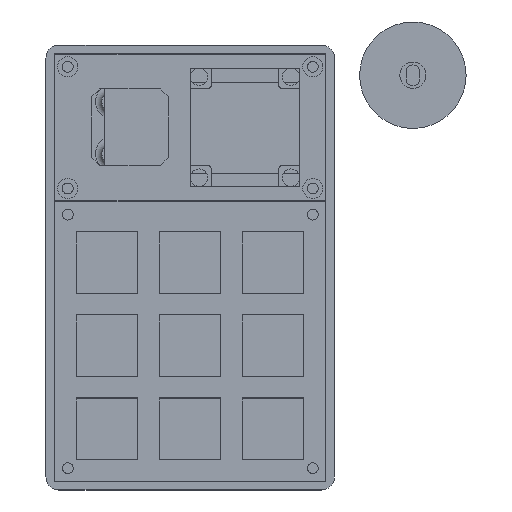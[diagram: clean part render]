
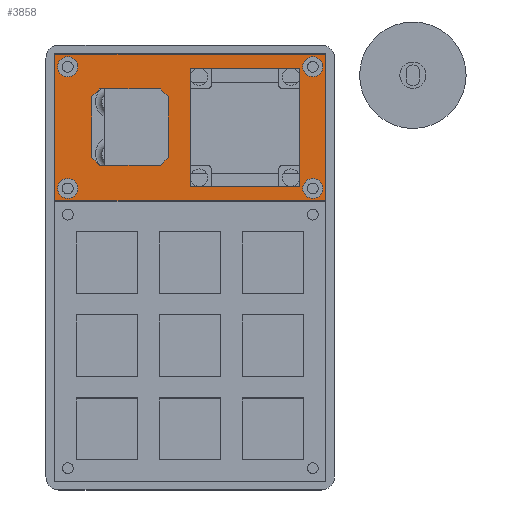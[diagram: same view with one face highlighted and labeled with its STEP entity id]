
A CAD part, top view. The second image highlights one B-rep face of the part: STEP entity #3858.
In plain terms, the highlighted planar face has unit normal (0, 0, 1).
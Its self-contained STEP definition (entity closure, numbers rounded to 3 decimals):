
#101=FACE_BOUND('',#710,.T.);
#102=FACE_BOUND('',#711,.T.);
#103=FACE_BOUND('',#712,.T.);
#104=FACE_BOUND('',#713,.T.);
#105=FACE_BOUND('',#714,.T.);
#106=FACE_BOUND('',#715,.T.);
#247=PLANE('',#4236);
#450=FACE_OUTER_BOUND('',#709,.T.);
#709=EDGE_LOOP('',(#3411,#3412,#3413,#3414));
#710=EDGE_LOOP('',(#3415));
#711=EDGE_LOOP('',(#3416));
#712=EDGE_LOOP('',(#3417));
#713=EDGE_LOOP('',(#3418));
#714=EDGE_LOOP('',(#3419,#3420,#3421,#3422,#3423,#3424,#3425,#3426));
#715=EDGE_LOOP('',(#3427,#3428,#3429,#3430,#3431));
#1078=LINE('',#6302,#1477);
#1099=LINE('',#6352,#1498);
#1100=LINE('',#6354,#1499);
#1101=LINE('',#6356,#1500);
#1102=LINE('',#6357,#1501);
#1103=LINE('',#6360,#1502);
#1104=LINE('',#6362,#1503);
#1105=LINE('',#6364,#1504);
#1106=LINE('',#6366,#1505);
#1107=LINE('',#6368,#1506);
#1108=LINE('',#6370,#1507);
#1109=LINE('',#6372,#1508);
#1110=LINE('',#6373,#1509);
#1111=LINE('',#6375,#1510);
#1112=LINE('',#6377,#1511);
#1113=LINE('',#6379,#1512);
#1114=LINE('',#6380,#1513);
#1477=VECTOR('',#5160,10.);
#1498=VECTOR('',#5209,10.);
#1499=VECTOR('',#5210,10.);
#1500=VECTOR('',#5211,10.);
#1501=VECTOR('',#5212,10.);
#1502=VECTOR('',#5213,10.);
#1503=VECTOR('',#5214,10.);
#1504=VECTOR('',#5215,10.);
#1505=VECTOR('',#5216,10.);
#1506=VECTOR('',#5217,10.);
#1507=VECTOR('',#5218,10.);
#1508=VECTOR('',#5219,10.);
#1509=VECTOR('',#5220,10.);
#1510=VECTOR('',#5221,10.);
#1511=VECTOR('',#5222,10.);
#1512=VECTOR('',#5223,10.);
#1513=VECTOR('',#5224,10.);
#1635=CIRCLE('',#4157,2.3);
#1638=CIRCLE('',#4162,2.3);
#1641=CIRCLE('',#4167,2.3);
#1644=CIRCLE('',#4172,2.3);
#1923=VERTEX_POINT('',#6144);
#1926=VERTEX_POINT('',#6153);
#1929=VERTEX_POINT('',#6162);
#1932=VERTEX_POINT('',#6171);
#1977=VERTEX_POINT('',#6300);
#1978=VERTEX_POINT('',#6301);
#1992=VERTEX_POINT('',#6350);
#1993=VERTEX_POINT('',#6351);
#1994=VERTEX_POINT('',#6353);
#1995=VERTEX_POINT('',#6355);
#1996=VERTEX_POINT('',#6358);
#1997=VERTEX_POINT('',#6359);
#1998=VERTEX_POINT('',#6361);
#1999=VERTEX_POINT('',#6363);
#2000=VERTEX_POINT('',#6365);
#2001=VERTEX_POINT('',#6367);
#2002=VERTEX_POINT('',#6369);
#2003=VERTEX_POINT('',#6371);
#2004=VERTEX_POINT('',#6374);
#2005=VERTEX_POINT('',#6376);
#2006=VERTEX_POINT('',#6378);
#2388=EDGE_CURVE('',#1923,#1923,#1635,.T.);
#2392=EDGE_CURVE('',#1926,#1926,#1638,.T.);
#2396=EDGE_CURVE('',#1929,#1929,#1641,.T.);
#2400=EDGE_CURVE('',#1932,#1932,#1644,.T.);
#2462=EDGE_CURVE('',#1977,#1978,#1078,.T.);
#2487=EDGE_CURVE('',#1992,#1993,#1099,.T.);
#2488=EDGE_CURVE('',#1993,#1994,#1100,.T.);
#2489=EDGE_CURVE('',#1994,#1995,#1101,.T.);
#2490=EDGE_CURVE('',#1995,#1992,#1102,.T.);
#2491=EDGE_CURVE('',#1996,#1997,#1103,.T.);
#2492=EDGE_CURVE('',#1998,#1997,#1104,.T.);
#2493=EDGE_CURVE('',#1998,#1999,#1105,.T.);
#2494=EDGE_CURVE('',#2000,#1999,#1106,.T.);
#2495=EDGE_CURVE('',#2000,#2001,#1107,.T.);
#2496=EDGE_CURVE('',#2002,#2001,#1108,.T.);
#2497=EDGE_CURVE('',#2002,#2003,#1109,.T.);
#2498=EDGE_CURVE('',#1996,#2003,#1110,.T.);
#2499=EDGE_CURVE('',#2004,#1977,#1111,.T.);
#2500=EDGE_CURVE('',#1978,#2005,#1112,.T.);
#2501=EDGE_CURVE('',#2005,#2006,#1113,.T.);
#2502=EDGE_CURVE('',#2006,#2004,#1114,.T.);
#3411=ORIENTED_EDGE('',*,*,#2487,.T.);
#3412=ORIENTED_EDGE('',*,*,#2488,.T.);
#3413=ORIENTED_EDGE('',*,*,#2489,.T.);
#3414=ORIENTED_EDGE('',*,*,#2490,.T.);
#3415=ORIENTED_EDGE('',*,*,#2388,.T.);
#3416=ORIENTED_EDGE('',*,*,#2392,.T.);
#3417=ORIENTED_EDGE('',*,*,#2396,.T.);
#3418=ORIENTED_EDGE('',*,*,#2400,.T.);
#3419=ORIENTED_EDGE('',*,*,#2491,.T.);
#3420=ORIENTED_EDGE('',*,*,#2492,.F.);
#3421=ORIENTED_EDGE('',*,*,#2493,.T.);
#3422=ORIENTED_EDGE('',*,*,#2494,.F.);
#3423=ORIENTED_EDGE('',*,*,#2495,.T.);
#3424=ORIENTED_EDGE('',*,*,#2496,.F.);
#3425=ORIENTED_EDGE('',*,*,#2497,.T.);
#3426=ORIENTED_EDGE('',*,*,#2498,.F.);
#3427=ORIENTED_EDGE('',*,*,#2499,.T.);
#3428=ORIENTED_EDGE('',*,*,#2462,.T.);
#3429=ORIENTED_EDGE('',*,*,#2500,.T.);
#3430=ORIENTED_EDGE('',*,*,#2501,.T.);
#3431=ORIENTED_EDGE('',*,*,#2502,.T.);
#3858=ADVANCED_FACE('',(#450,#101,#102,#103,#104,#105,#106),#247,.T.);
#4157=AXIS2_PLACEMENT_3D('',#6145,#4992,#4993);
#4162=AXIS2_PLACEMENT_3D('',#6154,#5003,#5004);
#4167=AXIS2_PLACEMENT_3D('',#6163,#5014,#5015);
#4172=AXIS2_PLACEMENT_3D('',#6172,#5025,#5026);
#4236=AXIS2_PLACEMENT_3D('',#6349,#5207,#5208);
#4992=DIRECTION('center_axis',(0.,0.,-1.));
#4993=DIRECTION('ref_axis',(-1.,0.,0.));
#5003=DIRECTION('center_axis',(0.,0.,-1.));
#5004=DIRECTION('ref_axis',(-1.,0.,0.));
#5014=DIRECTION('center_axis',(0.,0.,-1.));
#5015=DIRECTION('ref_axis',(-1.,0.,0.));
#5025=DIRECTION('center_axis',(0.,0.,-1.));
#5026=DIRECTION('ref_axis',(-1.,0.,0.));
#5160=DIRECTION('',(0.,-1.,0.));
#5207=DIRECTION('center_axis',(0.,0.,1.));
#5208=DIRECTION('ref_axis',(1.,0.,0.));
#5209=DIRECTION('',(0.,-1.,0.));
#5210=DIRECTION('',(1.,0.,0.));
#5211=DIRECTION('',(0.,1.,0.));
#5212=DIRECTION('',(-1.,0.,0.));
#5213=DIRECTION('',(-1.,0.,0.));
#5214=DIRECTION('',(0.707,-0.707,0.));
#5215=DIRECTION('',(0.,1.,0.));
#5216=DIRECTION('',(-0.707,-0.707,0.));
#5217=DIRECTION('',(1.,0.,0.));
#5218=DIRECTION('',(-0.707,0.707,0.));
#5219=DIRECTION('',(0.,-1.,0.));
#5220=DIRECTION('',(0.707,0.707,0.));
#5221=DIRECTION('',(1.,0.,0.));
#5222=DIRECTION('',(0.,-1.,0.));
#5223=DIRECTION('',(-1.,0.,0.));
#5224=DIRECTION('',(0.,1.,0.));
#6144=CARTESIAN_POINT('',(30.5,64.15,15.5));
#6145=CARTESIAN_POINT('Origin',(28.2,64.15,15.5));
#6153=CARTESIAN_POINT('',(30.5,36.15,15.5));
#6154=CARTESIAN_POINT('Origin',(28.2,36.15,15.5));
#6162=CARTESIAN_POINT('',(-25.9,64.15,15.5));
#6163=CARTESIAN_POINT('Origin',(-28.2,64.15,15.5));
#6171=CARTESIAN_POINT('',(-25.9,36.15,15.5));
#6172=CARTESIAN_POINT('Origin',(-28.2,36.15,15.5));
#6300=CARTESIAN_POINT('',(25.15,63.85,15.5));
#6301=CARTESIAN_POINT('',(25.15,59.05,15.5));
#6302=CARTESIAN_POINT('',(25.15,57.05,15.5));
#6349=CARTESIAN_POINT('Origin',(0.,50.25,15.5));
#6350=CARTESIAN_POINT('',(-31.15,67.05,15.5));
#6351=CARTESIAN_POINT('',(-31.15,33.35,15.5));
#6352=CARTESIAN_POINT('',(-31.15,67.05,15.5));
#6353=CARTESIAN_POINT('',(31.15,33.35,15.5));
#6354=CARTESIAN_POINT('',(-31.15,33.35,15.5));
#6355=CARTESIAN_POINT('',(31.15,67.05,15.5));
#6356=CARTESIAN_POINT('',(31.15,33.35,15.5));
#6357=CARTESIAN_POINT('',(31.15,67.05,15.5));
#6358=CARTESIAN_POINT('',(-6.85,41.45,15.5));
#6359=CARTESIAN_POINT('',(-20.85,41.45,15.5));
#6360=CARTESIAN_POINT('',(-5.05,41.45,15.5));
#6361=CARTESIAN_POINT('',(-22.65,43.25,15.5));
#6362=CARTESIAN_POINT('',(-18.287,38.888,15.5));
#6363=CARTESIAN_POINT('',(-22.65,57.25,15.5));
#6364=CARTESIAN_POINT('',(-22.65,41.45,15.5));
#6365=CARTESIAN_POINT('',(-20.85,59.05,15.5));
#6366=CARTESIAN_POINT('',(-18.288,61.613,15.5));
#6367=CARTESIAN_POINT('',(-6.85,59.05,15.5));
#6368=CARTESIAN_POINT('',(-22.65,59.05,15.5));
#6369=CARTESIAN_POINT('',(-5.05,57.25,15.5));
#6370=CARTESIAN_POINT('',(-2.487,54.688,15.5));
#6371=CARTESIAN_POINT('',(-5.05,43.25,15.5));
#6372=CARTESIAN_POINT('',(-5.05,59.05,15.5));
#6373=CARTESIAN_POINT('',(-2.488,45.813,15.5));
#6374=CARTESIAN_POINT('',(0.05,63.85,15.5));
#6375=CARTESIAN_POINT('',(10.175,63.85,15.5));
#6376=CARTESIAN_POINT('',(25.15,36.65,15.5));
#6377=CARTESIAN_POINT('',(25.15,45.85,15.5));
#6378=CARTESIAN_POINT('',(0.05,36.65,15.5));
#6379=CARTESIAN_POINT('',(2.425,36.65,15.5));
#6380=CARTESIAN_POINT('',(0.05,54.65,15.5));
